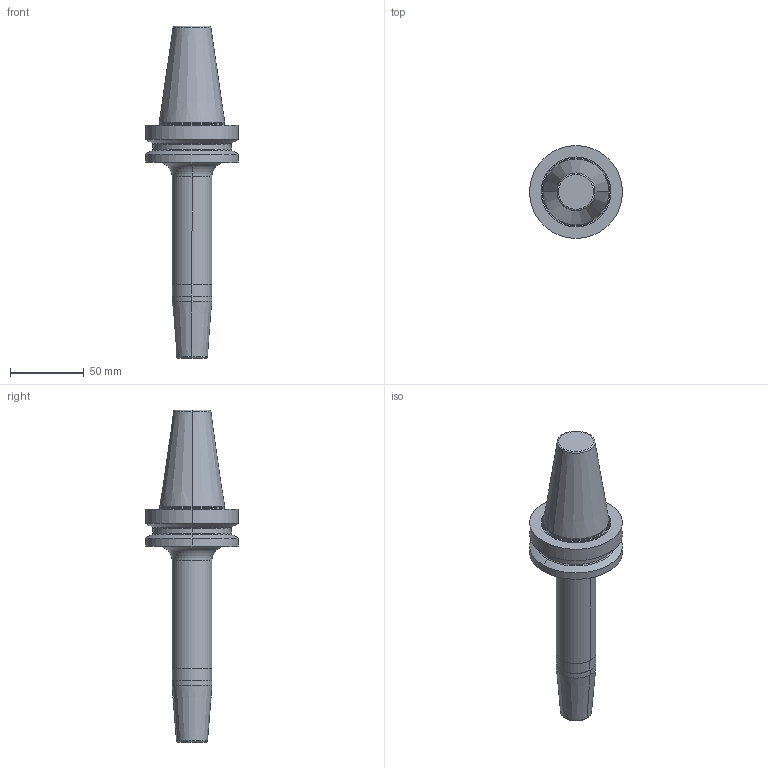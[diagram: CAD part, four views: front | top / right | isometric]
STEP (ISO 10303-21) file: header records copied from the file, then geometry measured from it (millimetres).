
FILE_DESCRIPTION((''),'2;1');
FILE_NAME('30338747','2020-05-11T08:18:42',('bahnemannr'),(''),'CREO PARAMETRIC BY PTC INC, 2019030','CREO PARAMETRIC BY PTC INC, 2019030','');
FILE_SCHEMA(('AP242_MANAGED_MODEL_BASED_3D_ENGINEERING_MIM_LF { 1 0 10303 442 1 1 4 }'));
Length unit declared in the file: millimetre
Products named in the file (1): 30338747
Bounding box: 63 x 63 x 225.4 mm (x, y, z)
Volume: 210353.1 mm3; surface area: 29745.1 mm2
Topology: 1 solids, 1 shells, 54 faces, 106 edges, 60 vertices
Faces by surface type: torus 18, cylinder 16, cone 12, plane 8
Entity records: 2352 total; most frequent: DIRECTION 310, CARTESIAN_POINT 232, ORIENTED_EDGE 212, AXIS2_PLACEMENT_3D 140, PRESENTATION_STYLE_ASSIGNMENT 112, STYLED_ITEM 112, CURVE_STYLE 111, EDGE_CURVE 106
